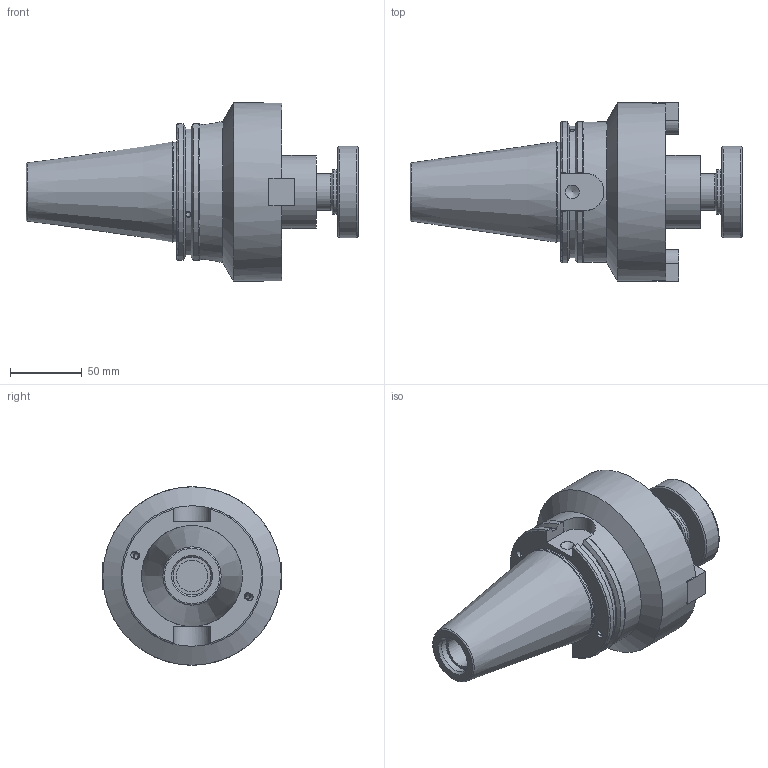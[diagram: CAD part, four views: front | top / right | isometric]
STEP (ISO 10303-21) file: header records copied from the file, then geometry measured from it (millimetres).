
FILE_DESCRIPTION(/* description */ ('','CAx-IF Rec.Pracs.---Representation and Presentation of Product Manufacturing Information (PMI)---4.0---2014-10-13'),/* implementation_level */ '2;1');
FILE_NAME(/* name */ 'EL029B.stp',/* time_stamp */ '2025-03-20T14:14:38+09:00',/* author */ ('eos'),/* organization */ (''),/* preprocessor_version */ 'ST-DEVELOPER v20',/* originating_system */ 'Autodesk Inventor 2025',/* authorisation */ '');
FILE_SCHEMA (('AP242_MANAGED_MODEL_BASED_3D_ENGINEERING_MIM_LF { 1 0 10303 442 1 1 4 }'));
Length unit declared in the file: millimetre
Products named in the file (5): LO-CAT50ADB-SMA50.8-76; CAT50; ANSI B18.3 - 5/16 - 18 UNC - 3/4 HS HCS; SMA27-DRIV EKEY-SECO; COLLAR BOLT-UNF3_8-24x24L
Assembly tree (4 placements, depth 2):
  LO-CAT50ADB-SMA50.8-76
    CAT50
    SMA27-DRIV EKEY-SECO  x2
    COLLAR BOLT-UNF3_8-24x24L
  ANSI B18.3 - 5/16 - 18 UNC - 3/4 HS HCS
Bounding box: 230.67 x 124 x 123.95 mm (x, y, z)
Volume: 990357 mm3; surface area: 105447.8 mm2
Topology: 5 solids, 5 shells, 151 faces, 378 edges, 248 vertices
Faces by surface type: plane 75, cylinder 45, cone 18, torus 13
Full cylindrical faces by diameter (mm): 3.242 x4, 4.134 x2, 4.2 x2, 5 x2, 6.401 x2, 7.925 x1, 8.6 x2, 9.525 x1, 11.913 x1, 12.6 x2, 19.05 x1, 21.971 x1, 23.444 x1, 25.4 x1, 26.2 x1, 31 x1, 32 x1, 50.8 x1, 63.5 x1, 69.25 x1, 97.425 x1, 123.95 x1
Entity records: 5868 total; most frequent: CARTESIAN_POINT 1597, DIRECTION 841, ORIENTED_EDGE 706, EDGE_CURVE 353, AXIS2_PLACEMENT_3D 341, VERTEX_POINT 236, STYLED_ITEM 177, EDGE_LOOP 171
